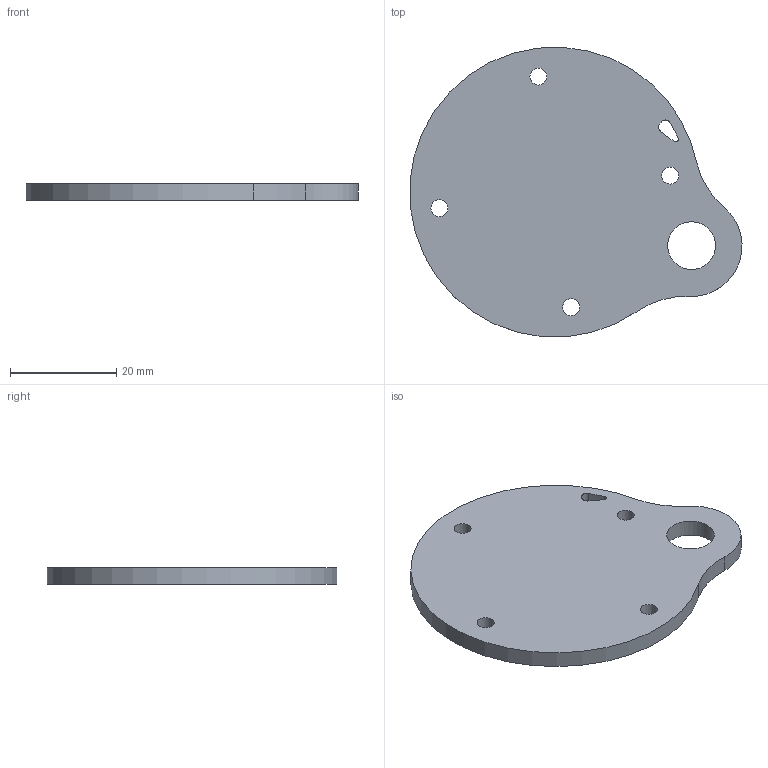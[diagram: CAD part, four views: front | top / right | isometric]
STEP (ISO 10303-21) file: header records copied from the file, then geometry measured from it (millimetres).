
FILE_DESCRIPTION(/* description */ (''),/* implementation_level */ '2;1');
FILE_NAME(/* name */ 'Motor Bottom Plate Sheetmetal.step',/* time_stamp */ '2024-08-27T08:52:45-07:00',/* author */ (''),/* organization */ (''),/* preprocessor_version */ 'ST-DEVELOPER v20',/* originating_system */ 'Autodesk Translation Framework v12.14.0.127',/* authorisation */ '');
FILE_SCHEMA (('AUTOMOTIVE_DESIGN { 1 0 10303 214 3 1 1 }'));
Length unit declared in the file: millimetre
Products named in the file (1): Motor End Plate L
Bounding box: 62.47 x 54.43 x 3.17 mm (x, y, z)
Volume: 7648.9 mm3; surface area: 5655.8 mm2
Topology: 1 solids, 1 shells, 19 faces, 51 edges, 34 vertices
Faces by surface type: cylinder 15, plane 4
Full cylindrical faces by diameter (mm): 3.2 x4, 9 x1
Entity records: 679 total; most frequent: DIRECTION 121, CARTESIAN_POINT 105, ORIENTED_EDGE 102, EDGE_CURVE 51, AXIS2_PLACEMENT_3D 50, VERTEX_POINT 34, EDGE_LOOP 31, CIRCLE 30
